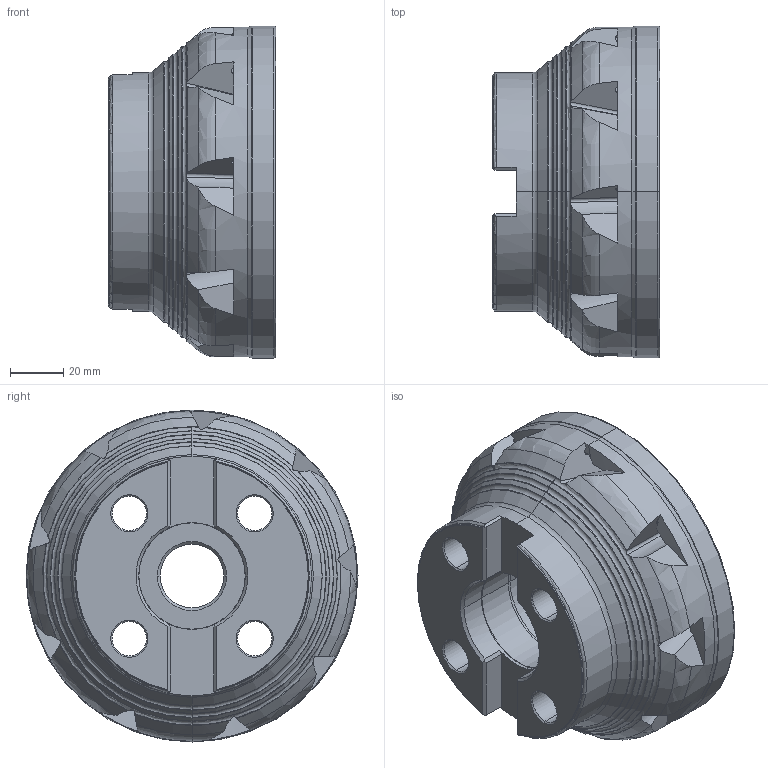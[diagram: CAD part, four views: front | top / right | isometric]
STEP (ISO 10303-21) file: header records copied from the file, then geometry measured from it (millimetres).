
FILE_DESCRIPTION (( 'STEP AP214' ), '1' );
FILE_NAME ('90PP-125-853-9.STEP', '2011-12-06T13:14:42', ( '' ), ( '' ), 'SwSTEP 2.0', 'SolidWorks 2010', '' );
FILE_SCHEMA (( 'AUTOMOTIVE_DESIGN' ));
Length unit declared in the file: millimetre
Products named in the file (1): 90PP-125-853-9
Bounding box: 63 x 125 x 125 mm (x, y, z)
Volume: 447609 mm3; surface area: 65678.7 mm2
Topology: 1 solids, 1 shells, 498 faces, 1407 edges, 888 vertices
Faces by surface type: cylinder 191, plane 135, torus 90, cone 82
Entity records: 17204 total; most frequent: CARTESIAN_POINT 5192, ORIENTED_EDGE 2814, DIRECTION 2228, EDGE_CURVE 1407, AXIS2_PLACEMENT_3D 894, VERTEX_POINT 888, EDGE_LOOP 521, ADVANCED_FACE 498
